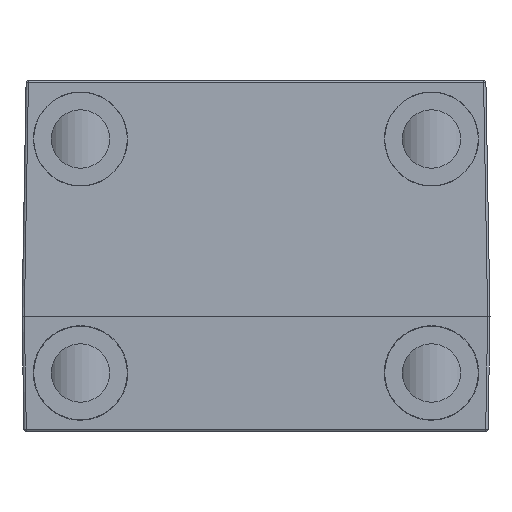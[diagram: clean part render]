
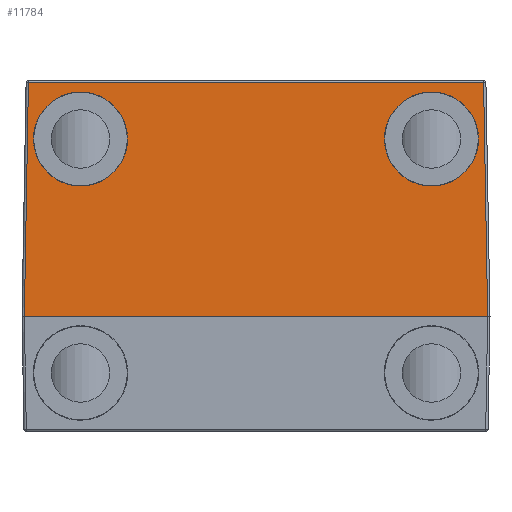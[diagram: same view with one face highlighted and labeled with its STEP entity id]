
A CAD part, front view. The second image highlights one B-rep face of the part: STEP entity #11784.
In plain terms, the highlighted face is planar.
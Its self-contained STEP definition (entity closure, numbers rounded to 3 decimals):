
#163=CARTESIAN_POINT('',(-18.,20.2,19.8));
#172=DIRECTION('',(0.,0.,1.));
#173=VECTOR('',#172,39.6);
#174=CARTESIAN_POINT('',(-18.,20.2,-19.8));
#175=LINE('',#174,#173);
#183=CARTESIAN_POINT('',(-18.,20.2,-19.8));
#2626=DIRECTION('',(0.017,-1.,0.017));
#2627=VECTOR('',#2626,20.01);
#2628=CARTESIAN_POINT('',(-18.,20.2,-19.8));
#2629=LINE('',#2628,#2627);
#2633=DIRECTION('',(0.017,-1.,-0.017));
#2634=VECTOR('',#2633,20.01);
#2635=CARTESIAN_POINT('',(-18.,20.2,19.8));
#2636=LINE('',#2635,#2634);
#2640=DIRECTION('',(0.,0.,-1.));
#2641=VECTOR('',#2640,38.902);
#2642=CARTESIAN_POINT('',(-17.651,0.197,
19.451));
#2643=LINE('',#2642,#2641);
#2647=CARTESIAN_POINT('',(-17.735,5.,10.981));
#2648=CARTESIAN_POINT('',(-17.743,5.474,10.981));
#2649=CARTESIAN_POINT('',(-17.761,6.497,11.152));
#2650=CARTESIAN_POINT('',(-17.786,7.928,12.073));
#2651=CARTESIAN_POINT('',(-17.799,8.695,13.262));
#2652=CARTESIAN_POINT('',(-17.804,8.979,14.274));
#2653=CARTESIAN_POINT('',(-17.805,9.042,15.));
#2654=CARTESIAN_POINT('',(-17.804,8.979,15.726));
#2655=CARTESIAN_POINT('',(-17.799,8.695,16.738));
#2656=CARTESIAN_POINT('',(-17.786,7.928,17.927));
#2657=CARTESIAN_POINT('',(-17.761,6.497,18.848));
#2658=CARTESIAN_POINT('',(-17.743,5.474,19.019));
#2659=CARTESIAN_POINT('',(-17.735,5.,19.019));
#2678=CARTESIAN_POINT('',(-17.735,5.,19.019));
#2679=CARTESIAN_POINT('',(-17.726,4.527,19.018));
#2680=CARTESIAN_POINT('',(-17.709,3.504,18.846));
#2681=CARTESIAN_POINT('',(-17.684,2.075,17.925));
#2682=CARTESIAN_POINT('',(-17.67,1.309,16.737));
#2683=CARTESIAN_POINT('',(-17.665,1.026,15.726));
#2684=CARTESIAN_POINT('',(-17.664,0.963,15.));
#2685=CARTESIAN_POINT('',(-17.665,1.026,14.274));
#2686=CARTESIAN_POINT('',(-17.67,1.309,13.263));
#2687=CARTESIAN_POINT('',(-17.684,2.075,12.075));
#2688=CARTESIAN_POINT('',(-17.709,3.504,11.154));
#2689=CARTESIAN_POINT('',(-17.726,4.527,10.982));
#2690=CARTESIAN_POINT('',(-17.735,5.,10.981));
#3077=CARTESIAN_POINT('',(-17.735,5.,-10.981));
#3078=CARTESIAN_POINT('',(-17.726,4.527,
-10.982));
#3079=CARTESIAN_POINT('',(-17.709,3.504,
-11.154));
#3080=CARTESIAN_POINT('',(-17.684,2.075,
-12.075));
#3081=CARTESIAN_POINT('',(-17.67,1.309,
-13.263));
#3082=CARTESIAN_POINT('',(-17.665,1.026,
-14.274));
#3083=CARTESIAN_POINT('',(-17.664,0.963,-15.));
#3084=CARTESIAN_POINT('',(-17.665,1.026,
-15.726));
#3085=CARTESIAN_POINT('',(-17.67,1.309,
-16.737));
#3086=CARTESIAN_POINT('',(-17.684,2.075,
-17.925));
#3087=CARTESIAN_POINT('',(-17.709,3.504,
-18.846));
#3088=CARTESIAN_POINT('',(-17.726,4.527,
-19.018));
#3089=CARTESIAN_POINT('',(-17.735,5.,-19.019));
#3094=CARTESIAN_POINT('',(-17.735,5.,-19.019));
#3095=CARTESIAN_POINT('',(-17.743,5.474,
-19.019));
#3096=CARTESIAN_POINT('',(-17.761,6.497,
-18.848));
#3097=CARTESIAN_POINT('',(-17.786,7.928,
-17.927));
#3098=CARTESIAN_POINT('',(-17.799,8.695,
-16.738));
#3099=CARTESIAN_POINT('',(-17.804,8.979,
-15.726));
#3100=CARTESIAN_POINT('',(-17.805,9.042,-15.));
#3101=CARTESIAN_POINT('',(-17.804,8.979,
-14.274));
#3102=CARTESIAN_POINT('',(-17.799,8.695,
-13.262));
#3103=CARTESIAN_POINT('',(-17.786,7.928,
-12.073));
#3104=CARTESIAN_POINT('',(-17.761,6.497,
-11.152));
#3105=CARTESIAN_POINT('',(-17.743,5.474,
-10.981));
#3106=CARTESIAN_POINT('',(-17.735,5.,-10.981));
#9311=VERTEX_POINT('',#183);
#9312=CARTESIAN_POINT('',(-17.651,0.197,
-19.451));
#9313=VERTEX_POINT('',#9312);
#9316=CARTESIAN_POINT('',(-17.651,0.197,
19.451));
#9317=VERTEX_POINT('',#9316);
#9322=VERTEX_POINT('',#163);
#10069=CARTESIAN_POINT('',(-17.735,5.,-19.019));
#10071=VERTEX_POINT('',#10069);
#10073=CARTESIAN_POINT('',(-17.735,5.,-10.981));
#10075=VERTEX_POINT('',#10073);
#10077=CARTESIAN_POINT('',(-17.735,5.,10.981));
#10079=VERTEX_POINT('',#10077);
#10081=CARTESIAN_POINT('',(-17.735,5.,19.019));
#10083=VERTEX_POINT('',#10081);
#11759=CARTESIAN_POINT('',(-18.,20.2,-21.69));
#11760=DIRECTION('',(-1.,-0.017,0.));
#11761=DIRECTION('',(0.,0.,1.));
#11762=AXIS2_PLACEMENT_3D('',#11759,#11760,#11761);
#11763=PLANE('',#11762);
#11765=ORIENTED_EDGE('',*,*,#11764,.F.);
#11766=ORIENTED_EDGE('',*,*,#10158,.T.);
#11768=ORIENTED_EDGE('',*,*,#11767,.T.);
#11769=ORIENTED_EDGE('',*,*,#11749,.T.);
#11770=EDGE_LOOP('',(#11765,#11766,#11768,#11769));
#11771=FACE_OUTER_BOUND('',#11770,.F.);
#11773=ORIENTED_EDGE('',*,*,#11772,.F.);
#11775=ORIENTED_EDGE('',*,*,#11774,.F.);
#11776=EDGE_LOOP('',(#11773,#11775));
#11777=FACE_BOUND('',#11776,.F.);
#11779=ORIENTED_EDGE('',*,*,#11778,.F.);
#11781=ORIENTED_EDGE('',*,*,#11780,.F.);
#11782=EDGE_LOOP('',(#11779,#11781));
#11783=FACE_BOUND('',#11782,.F.);
#11784=ADVANCED_FACE('',(#11771,#11777,#11783),#11763,.T.);
#2660=B_SPLINE_CURVE_WITH_KNOTS('',3,(#2647,#2648,#2649,#2650,#2651,#2652,#2653,
#2654,#2655,#2656,#2657,#2658,#2659),.UNSPECIFIED.,.F.,.F.,(4,1,1,1,1,1,1,1,1,1,
4),(0.,0.125,0.25,0.375,0.438,0.5,0.563,0.625,0.75,0.875,
1.),.UNSPECIFIED.);
#2691=B_SPLINE_CURVE_WITH_KNOTS('',3,(#2678,#2679,#2680,#2681,#2682,#2683,#2684,
#2685,#2686,#2687,#2688,#2689,#2690),.UNSPECIFIED.,.F.,.F.,(4,1,1,1,1,1,1,1,1,1,
4),(0.,0.125,0.25,0.375,0.438,0.5,0.563,0.625,0.75,0.875,
1.),.UNSPECIFIED.);
#3090=B_SPLINE_CURVE_WITH_KNOTS('',3,(#3077,#3078,#3079,#3080,#3081,#3082,#3083,
#3084,#3085,#3086,#3087,#3088,#3089),.UNSPECIFIED.,.F.,.F.,(4,1,1,1,1,1,1,1,1,1,
4),(0.,0.125,0.25,0.375,0.438,0.5,0.563,0.625,0.75,0.875,
1.),.UNSPECIFIED.);
#3107=B_SPLINE_CURVE_WITH_KNOTS('',3,(#3094,#3095,#3096,#3097,#3098,#3099,#3100,
#3101,#3102,#3103,#3104,#3105,#3106),.UNSPECIFIED.,.F.,.F.,(4,1,1,1,1,1,1,1,1,1,
4),(0.,0.125,0.25,0.375,0.438,0.5,0.563,0.625,0.75,0.875,
1.),.UNSPECIFIED.);
#10158=EDGE_CURVE('',#9311,#9322,#175,.T.);
#11749=EDGE_CURVE('',#9317,#9313,#2643,.T.);
#11764=EDGE_CURVE('',#9311,#9313,#2629,.T.);
#11767=EDGE_CURVE('',#9322,#9317,#2636,.T.);
#11772=EDGE_CURVE('',#10079,#10083,#2660,.T.);
#11774=EDGE_CURVE('',#10083,#10079,#2691,.T.);
#11778=EDGE_CURVE('',#10071,#10075,#3107,.T.);
#11780=EDGE_CURVE('',#10075,#10071,#3090,.T.);
